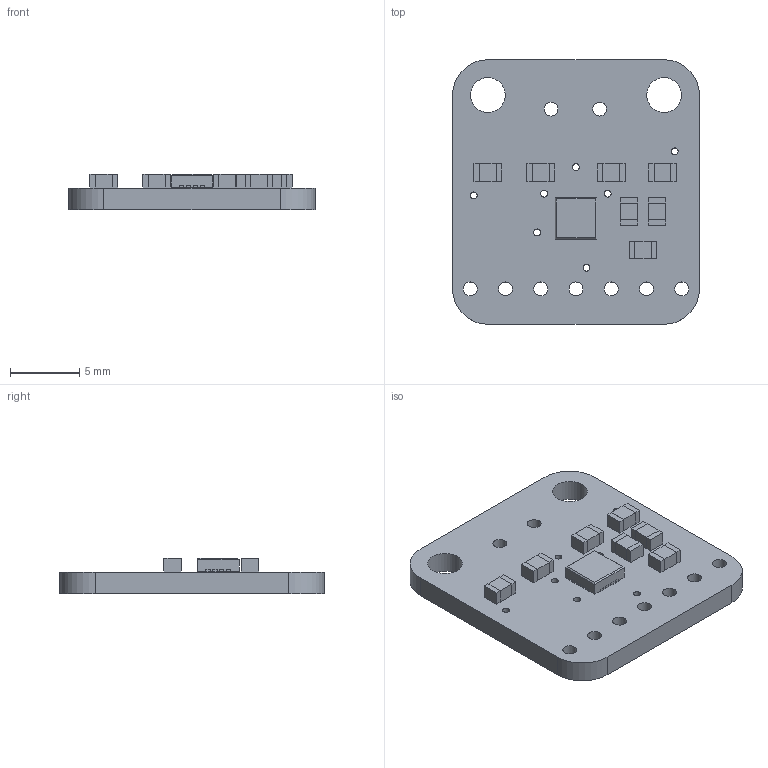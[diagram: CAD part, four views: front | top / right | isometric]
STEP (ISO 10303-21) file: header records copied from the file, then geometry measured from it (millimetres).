
FILE_DESCRIPTION(/* description */ (''),/* implementation_level */ '2;1');
FILE_NAME(/* name */ 'Adafruit MAX98357 Breakout v2.step',/* time_stamp */ '2022-07-28T09:34:41-04:00',/* author */ (''),/* organization */ (''),/* preprocessor_version */ 'ST-DEVELOPER v19',/* originating_system */ 'Autodesk Translation Framework v11.7.0.108',/* authorisation */ '');
FILE_SCHEMA (('AUTOMOTIVE_DESIGN { 1 0 10303 214 3 1 1 }'));
Length unit declared in the file: millimetre
Products named in the file (5): Adafruit MAX98357 Breakout; PCB Component; Board; MAX98357A; 220pF
Assembly tree (10 placements, depth 3):
  Adafruit MAX98357 Breakout
    PCB Component
      Board
      MAX98357A
      220pF  x7
Bounding box: 17.78 x 19.05 x 2.57 mm (x, y, z)
Volume: 520.2 mm3; surface area: 942.6 mm2
Topology: 17 solids, 17 shells, 297 faces, 769 edges, 506 vertices
Faces by surface type: plane 258, cylinder 39
Full cylindrical faces by diameter (mm): 0.5 x8, 1 x9, 2.5 x2
Entity records: 6937 total; most frequent: CARTESIAN_POINT 1143, ORIENTED_EDGE 1106, DIRECTION 1087, EDGE_CURVE 553, LINE 475, VECTOR 475, VERTEX_POINT 362, AXIS2_PLACEMENT_3D 306
